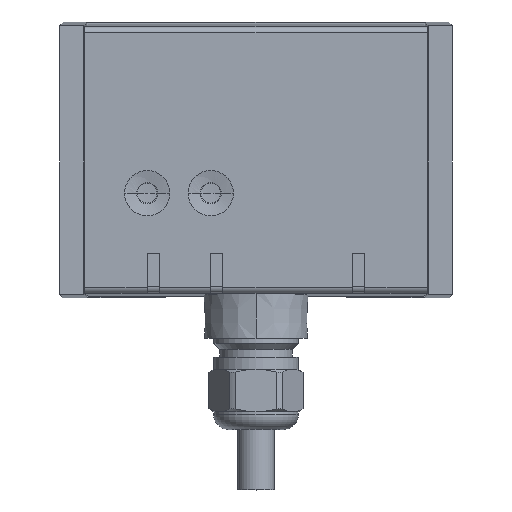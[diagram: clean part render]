
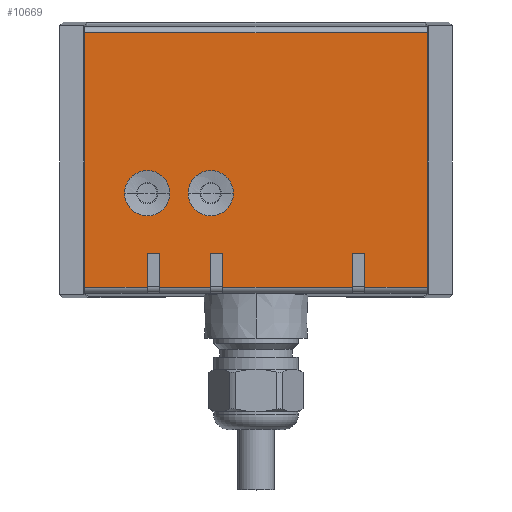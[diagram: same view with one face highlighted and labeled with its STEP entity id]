
A CAD part, top view. The second image highlights one B-rep face of the part: STEP entity #10669.
In plain terms, the highlighted planar face has unit normal (0, 0, 1).
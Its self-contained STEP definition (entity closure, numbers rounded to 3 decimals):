
#2641=DIRECTION('',(0.,1.,0.));
#2642=VECTOR('',#2641,42.057);
#2643=CARTESIAN_POINT('',(28.386,-21.029,25.));
#2644=LINE('',#2643,#2642);
#2985=DIRECTION('',(1.,0.,0.));
#2986=VECTOR('',#2985,21.5);
#2987=CARTESIAN_POINT('',(-5.5,-21.029,25.));
#2988=LINE('',#2987,#2986);
#3036=DIRECTION('',(1.,0.,0.));
#3037=VECTOR('',#3036,8.5);
#3038=CARTESIAN_POINT('',(-16.,-21.029,25.));
#3039=LINE('',#3038,#3037);
#3100=DIRECTION('',(1.,0.,0.));
#3101=VECTOR('',#3100,10.386);
#3102=CARTESIAN_POINT('',(-28.386,-21.029,
25.));
#3103=LINE('',#3102,#3101);
#3104=DIRECTION('',(0.,1.,0.));
#3105=VECTOR('',#3104,5.529);
#3106=CARTESIAN_POINT('',(16.,-21.029,25.));
#3107=LINE('',#3106,#3105);
#3108=DIRECTION('',(0.,1.,0.));
#3109=VECTOR('',#3108,5.529);
#3110=CARTESIAN_POINT('',(-5.5,-21.029,25.));
#3111=LINE('',#3110,#3109);
#3112=DIRECTION('',(1.,0.,0.));
#3113=VECTOR('',#3112,2.);
#3114=CARTESIAN_POINT('',(-7.5,-15.5,25.));
#3115=LINE('',#3114,#3113);
#3116=DIRECTION('',(0.,1.,0.));
#3117=VECTOR('',#3116,5.529);
#3118=CARTESIAN_POINT('',(-7.5,-21.029,25.));
#3119=LINE('',#3118,#3117);
#3120=DIRECTION('',(0.,1.,0.));
#3121=VECTOR('',#3120,5.529);
#3122=CARTESIAN_POINT('',(-16.,-21.029,25.));
#3123=LINE('',#3122,#3121);
#3124=DIRECTION('',(1.,0.,0.));
#3125=VECTOR('',#3124,2.);
#3126=CARTESIAN_POINT('',(-18.,-15.5,25.));
#3127=LINE('',#3126,#3125);
#3128=DIRECTION('',(0.,1.,0.));
#3129=VECTOR('',#3128,5.529);
#3130=CARTESIAN_POINT('',(-18.,-21.029,25.));
#3131=LINE('',#3130,#3129);
#3132=DIRECTION('',(0.,1.,0.));
#3133=VECTOR('',#3132,42.057);
#3134=CARTESIAN_POINT('',(-28.386,-21.029,
25.));
#3135=LINE('',#3134,#3133);
#3136=DIRECTION('',(0.,1.,0.));
#3137=VECTOR('',#3136,5.529);
#3138=CARTESIAN_POINT('',(18.,-21.029,25.));
#3139=LINE('',#3138,#3137);
#3140=DIRECTION('',(1.,0.,0.));
#3141=VECTOR('',#3140,2.);
#3142=CARTESIAN_POINT('',(16.,-15.5,25.));
#3143=LINE('',#3142,#3141);
#3144=CARTESIAN_POINT('',(-18.,-5.5,25.));
#3145=DIRECTION('',(0.,0.,1.));
#3146=DIRECTION('',(-1.,0.,0.));
#3147=AXIS2_PLACEMENT_3D('',#3144,#3145,#3146);
#3149=CARTESIAN_POINT('',(-7.5,-5.5,25.));
#3150=DIRECTION('',(0.,0.,1.));
#3151=DIRECTION('',(-1.,0.,0.));
#3152=AXIS2_PLACEMENT_3D('',#3149,#3150,#3151);
#3186=CARTESIAN_POINT('',(-28.386,21.029,25.));
#3205=DIRECTION('',(-1.,0.,0.));
#3206=VECTOR('',#3205,56.773);
#3207=CARTESIAN_POINT('',(28.386,21.029,25.));
#3208=LINE('',#3207,#3206);
#3230=DIRECTION('',(1.,0.,0.));
#3231=VECTOR('',#3230,10.386);
#3232=CARTESIAN_POINT('',(18.,-21.029,25.));
#3233=LINE('',#3232,#3231);
#3234=CARTESIAN_POINT('',(28.386,-21.029,25.));
#3318=CARTESIAN_POINT('',(-18.,-5.5,25.));
#3319=DIRECTION('',(0.,0.,-1.));
#3320=DIRECTION('',(-1.,0.,0.));
#3321=AXIS2_PLACEMENT_3D('',#3318,#3319,#3320);
#3391=CARTESIAN_POINT('',(-7.5,-5.5,25.));
#3392=DIRECTION('',(0.,0.,-1.));
#3393=DIRECTION('',(-1.,0.,0.));
#3394=AXIS2_PLACEMENT_3D('',#3391,#3392,#3393);
#5024=VERTEX_POINT('',#3186);
#5025=CARTESIAN_POINT('',(-28.386,-21.029,
25.));
#5026=VERTEX_POINT('',#5025);
#5108=VERTEX_POINT('',#3234);
#5109=CARTESIAN_POINT('',(28.386,21.029,25.));
#5110=VERTEX_POINT('',#5109);
#5921=CARTESIAN_POINT('',(-21.75,-5.5,25.));
#5922=CARTESIAN_POINT('',(-14.25,-5.5,25.));
#5923=VERTEX_POINT('',#5921);
#5924=VERTEX_POINT('',#5922);
#5925=CARTESIAN_POINT('',(-11.25,-5.5,25.));
#5926=CARTESIAN_POINT('',(-3.75,-5.5,25.));
#5927=VERTEX_POINT('',#5925);
#5928=VERTEX_POINT('',#5926);
#5973=CARTESIAN_POINT('',(-7.5,-21.029,25.));
#5974=VERTEX_POINT('',#5973);
#5975=CARTESIAN_POINT('',(-5.5,-21.029,25.));
#5976=VERTEX_POINT('',#5975);
#5977=CARTESIAN_POINT('',(-7.5,-15.5,25.));
#5978=VERTEX_POINT('',#5977);
#5979=CARTESIAN_POINT('',(-5.5,-15.5,25.));
#5980=VERTEX_POINT('',#5979);
#6013=CARTESIAN_POINT('',(-18.,-21.029,25.));
#6014=VERTEX_POINT('',#6013);
#6015=CARTESIAN_POINT('',(-16.,-21.029,25.));
#6016=VERTEX_POINT('',#6015);
#6017=CARTESIAN_POINT('',(-18.,-15.5,25.));
#6018=VERTEX_POINT('',#6017);
#6019=CARTESIAN_POINT('',(-16.,-15.5,25.));
#6020=VERTEX_POINT('',#6019);
#6045=CARTESIAN_POINT('',(16.,-21.029,25.));
#6046=VERTEX_POINT('',#6045);
#6047=CARTESIAN_POINT('',(18.,-21.029,25.));
#6048=VERTEX_POINT('',#6047);
#6049=CARTESIAN_POINT('',(16.,-15.5,25.));
#6050=VERTEX_POINT('',#6049);
#6051=CARTESIAN_POINT('',(18.,-15.5,25.));
#6052=VERTEX_POINT('',#6051);
#10628=CARTESIAN_POINT('',(0.,0.,25.));
#10629=DIRECTION('',(0.,0.,1.));
#10630=DIRECTION('',(1.,0.,0.));
#10631=AXIS2_PLACEMENT_3D('',#10628,#10629,#10630);
#10632=PLANE('',#10631);
#10633=ORIENTED_EDGE('',*,*,#10386,.F.);
#10634=ORIENTED_EDGE('',*,*,#10417,.F.);
#10635=ORIENTED_EDGE('',*,*,#10445,.T.);
#10637=ORIENTED_EDGE('',*,*,#10636,.F.);
#10638=ORIENTED_EDGE('',*,*,#10487,.F.);
#10639=ORIENTED_EDGE('',*,*,#10515,.F.);
#10640=ORIENTED_EDGE('',*,*,#10545,.T.);
#10642=ORIENTED_EDGE('',*,*,#10641,.F.);
#10643=ORIENTED_EDGE('',*,*,#10587,.F.);
#10644=ORIENTED_EDGE('',*,*,#10616,.F.);
#10645=ORIENTED_EDGE('',*,*,#9511,.T.);
#10647=ORIENTED_EDGE('',*,*,#10646,.F.);
#10648=ORIENTED_EDGE('',*,*,#9976,.F.);
#10650=ORIENTED_EDGE('',*,*,#10649,.F.);
#10652=ORIENTED_EDGE('',*,*,#10651,.T.);
#10654=ORIENTED_EDGE('',*,*,#10653,.F.);
#10655=EDGE_LOOP('',(#10633,#10634,#10635,#10637,#10638,#10639,#10640,#10642,
#10643,#10644,#10645,#10647,#10648,#10650,#10652,#10654));
#10656=FACE_OUTER_BOUND('',#10655,.F.);
#10658=ORIENTED_EDGE('',*,*,#10657,.T.);
#10660=ORIENTED_EDGE('',*,*,#10659,.F.);
#10661=EDGE_LOOP('',(#10658,#10660));
#10662=FACE_BOUND('',#10661,.F.);
#10664=ORIENTED_EDGE('',*,*,#10663,.T.);
#10666=ORIENTED_EDGE('',*,*,#10665,.F.);
#10667=EDGE_LOOP('',(#10664,#10666));
#10668=FACE_BOUND('',#10667,.F.);
#10669=ADVANCED_FACE('',(#10656,#10662,#10668),#10632,.T.);
#3148=CIRCLE('',#3147,3.75);
#3153=CIRCLE('',#3152,3.75);
#3322=CIRCLE('',#3321,3.75);
#3395=CIRCLE('',#3394,3.75);
#9511=EDGE_CURVE('',#5026,#5024,#3135,.T.);
#9976=EDGE_CURVE('',#5108,#5110,#2644,.T.);
#10386=EDGE_CURVE('',#6046,#6050,#3107,.T.);
#10417=EDGE_CURVE('',#5976,#6046,#2988,.T.);
#10445=EDGE_CURVE('',#5976,#5980,#3111,.T.);
#10487=EDGE_CURVE('',#5974,#5978,#3119,.T.);
#10515=EDGE_CURVE('',#6016,#5974,#3039,.T.);
#10545=EDGE_CURVE('',#6016,#6020,#3123,.T.);
#10587=EDGE_CURVE('',#6014,#6018,#3131,.T.);
#10616=EDGE_CURVE('',#5026,#6014,#3103,.T.);
#10636=EDGE_CURVE('',#5978,#5980,#3115,.T.);
#10641=EDGE_CURVE('',#6018,#6020,#3127,.T.);
#10646=EDGE_CURVE('',#5110,#5024,#3208,.T.);
#10649=EDGE_CURVE('',#6048,#5108,#3233,.T.);
#10651=EDGE_CURVE('',#6048,#6052,#3139,.T.);
#10653=EDGE_CURVE('',#6050,#6052,#3143,.T.);
#10657=EDGE_CURVE('',#5923,#5924,#3148,.T.);
#10659=EDGE_CURVE('',#5923,#5924,#3322,.T.);
#10663=EDGE_CURVE('',#5927,#5928,#3153,.T.);
#10665=EDGE_CURVE('',#5927,#5928,#3395,.T.);
